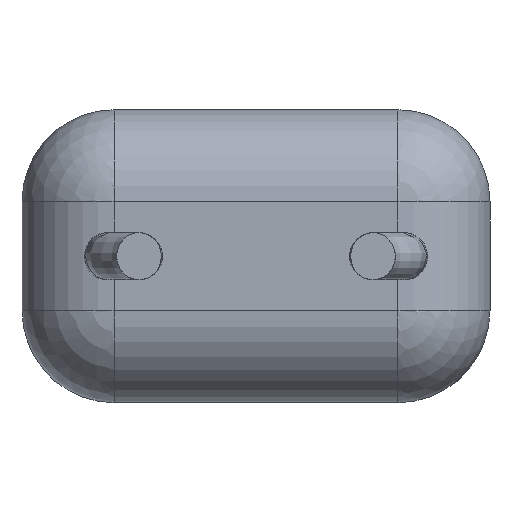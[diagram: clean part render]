
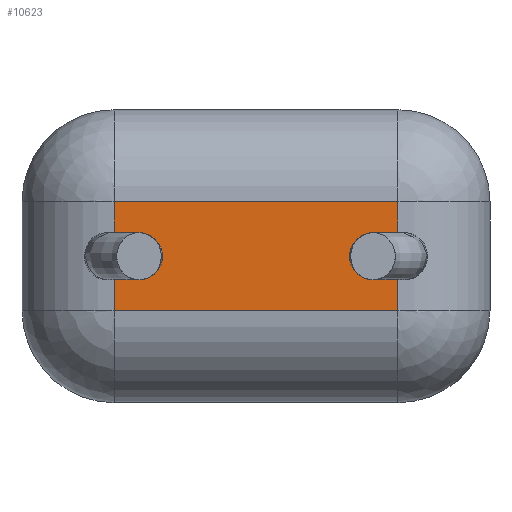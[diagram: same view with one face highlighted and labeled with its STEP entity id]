
A CAD part, front view. The second image highlights one B-rep face of the part: STEP entity #10623.
In plain terms, the highlighted planar face has unit normal (0, -1, 0).
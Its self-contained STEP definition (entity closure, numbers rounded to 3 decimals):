
#327 = EDGE_CURVE ( 'NONE', #3149, #8031, #5354, .T. ) ;
#556 = EDGE_CURVE ( 'NONE', #11063, #8729, #2336, .T. ) ;
#659 = CARTESIAN_POINT ( 'NONE',  ( 1., 0., 2.18 ) ) ;
#751 = EDGE_CURVE ( 'NONE', #5987, #5101, #1075, .T. ) ;
#1045 = VERTEX_POINT ( 'NONE', #7607 ) ;
#1075 = CIRCLE ( 'NONE', #6579, 0.255 ) ;
#1319 = LINE ( 'NONE', #7866, #4499 ) ;
#1431 = DIRECTION ( 'NONE',  ( 0., 1., 0. ) ) ;
#1592 = VECTOR ( 'NONE', #5893, 1000. ) ;
#2312 = DIRECTION ( 'NONE',  ( 0., 1., 0. ) ) ;
#2330 = DIRECTION ( 'NONE',  ( 0., 0., 1. ) ) ;
#2336 = LINE ( 'NONE', #3400, #6480 ) ;
#2416 = ORIENTED_EDGE ( 'NONE', *, *, #2925, .F. ) ;
#2649 = DIRECTION ( 'NONE',  ( -1., 0., 0. ) ) ;
#2925 = EDGE_CURVE ( 'NONE', #5101, #5987, #5631, .T. ) ;
#2973 = FACE_BOUND ( 'NONE', #6075, .T. ) ;
#2985 = LINE ( 'NONE', #4093, #1592 ) ;
#3042 = ORIENTED_EDGE ( 'NONE', *, *, #7967, .T. ) ;
#3122 = ORIENTED_EDGE ( 'NONE', *, *, #4053, .T. ) ;
#3149 = VERTEX_POINT ( 'NONE', #8243 ) ;
#3322 = DIRECTION ( 'NONE',  ( 0., 0., 1. ) ) ;
#3400 = CARTESIAN_POINT ( 'NONE',  ( 4.08, 0., 3.18 ) ) ;
#3446 = VECTOR ( 'NONE', #6124, 1000. ) ;
#3591 = AXIS2_PLACEMENT_3D ( 'NONE', #10345, #2312, #10279 ) ;
#3605 = DIRECTION ( 'NONE',  ( 0., 0., -1. ) ) ;
#3628 = CARTESIAN_POINT ( 'NONE',  ( 0., 0., 1. ) ) ;
#4038 = EDGE_LOOP ( 'NONE', ( #11428, #7878 ) ) ;
#4053 = EDGE_CURVE ( 'NONE', #8729, #10390, #1319, .T. ) ;
#4093 = CARTESIAN_POINT ( 'NONE',  ( 1., 0., 3.18 ) ) ;
#4208 = DIRECTION ( 'NONE',  ( 0., 0., -1. ) ) ;
#4395 = CIRCLE ( 'NONE', #3591, 0.255 ) ;
#4499 = VECTOR ( 'NONE', #2649, 1000. ) ;
#4611 = CARTESIAN_POINT ( 'NONE',  ( 1.27, 0., 1.845 ) ) ;
#4776 = DIRECTION ( 'NONE',  ( 0., -1., 0. ) ) ;
#5045 = PLANE ( 'NONE',  #8938 ) ;
#5092 = ORIENTED_EDGE ( 'NONE', *, *, #10218, .T. ) ;
#5101 = VERTEX_POINT ( 'NONE', #4611 ) ;
#5106 = AXIS2_PLACEMENT_3D ( 'NONE', #6223, #7115, #3605 ) ;
#5354 = CIRCLE ( 'NONE', #8953, 0.255 ) ;
#5593 = DIRECTION ( 'NONE',  ( 0., 0., -1. ) ) ;
#5631 = CIRCLE ( 'NONE', #5106, 0.255 ) ;
#5893 = DIRECTION ( 'NONE',  ( 0., 0., -1. ) ) ;
#5987 = VERTEX_POINT ( 'NONE', #10293 ) ;
#6075 = EDGE_LOOP ( 'NONE', ( #10209, #2416 ) ) ;
#6093 = CARTESIAN_POINT ( 'NONE',  ( 3.81, 0., 1.59 ) ) ;
#6124 = DIRECTION ( 'NONE',  ( 1., 0., 0. ) ) ;
#6223 = CARTESIAN_POINT ( 'NONE',  ( 1.27, 0., 1.59 ) ) ;
#6480 = VECTOR ( 'NONE', #3322, 1000. ) ;
#6563 = ORIENTED_EDGE ( 'NONE', *, *, #556, .T. ) ;
#6566 = FACE_OUTER_BOUND ( 'NONE', #6691, .T. ) ;
#6579 = AXIS2_PLACEMENT_3D ( 'NONE', #9201, #4776, #5593 ) ;
#6691 = EDGE_LOOP ( 'NONE', ( #5092, #3042, #6563, #3122 ) ) ;
#6870 = DIRECTION ( 'NONE',  ( 0., 1., 0. ) ) ;
#7115 = DIRECTION ( 'NONE',  ( 0., -1., 0. ) ) ;
#7252 = CARTESIAN_POINT ( 'NONE',  ( 3.81, 0., 1.845 ) ) ;
#7607 = CARTESIAN_POINT ( 'NONE',  ( 1., 0., 1. ) ) ;
#7866 = CARTESIAN_POINT ( 'NONE',  ( 1., 0., 2.18 ) ) ;
#7878 = ORIENTED_EDGE ( 'NONE', *, *, #8705, .T. ) ;
#7967 = EDGE_CURVE ( 'NONE', #1045, #11063, #11061, .T. ) ;
#8031 = VERTEX_POINT ( 'NONE', #7252 ) ;
#8240 = FACE_BOUND ( 'NONE', #4038, .T. ) ;
#8243 = CARTESIAN_POINT ( 'NONE',  ( 3.81, 0., 1.335 ) ) ;
#8476 = CARTESIAN_POINT ( 'NONE',  ( 0., 0., 3.18 ) ) ;
#8705 = EDGE_CURVE ( 'NONE', #8031, #3149, #4395, .T. ) ;
#8729 = VERTEX_POINT ( 'NONE', #10240 ) ;
#8938 = AXIS2_PLACEMENT_3D ( 'NONE', #8476, #1431, #2330 ) ;
#8953 = AXIS2_PLACEMENT_3D ( 'NONE', #6093, #6870, #4208 ) ;
#9201 = CARTESIAN_POINT ( 'NONE',  ( 1.27, 0., 1.59 ) ) ;
#9906 = CARTESIAN_POINT ( 'NONE',  ( 4.08, 0., 1. ) ) ;
#10209 = ORIENTED_EDGE ( 'NONE', *, *, #751, .F. ) ;
#10218 = EDGE_CURVE ( 'NONE', #10390, #1045, #2985, .T. ) ;
#10240 = CARTESIAN_POINT ( 'NONE',  ( 4.08, 0., 2.18 ) ) ;
#10279 = DIRECTION ( 'NONE',  ( 0., 0., -1. ) ) ;
#10293 = CARTESIAN_POINT ( 'NONE',  ( 1.27, 0., 1.335 ) ) ;
#10345 = CARTESIAN_POINT ( 'NONE',  ( 3.81, 0., 1.59 ) ) ;
#10390 = VERTEX_POINT ( 'NONE', #659 ) ;
#10623 = ADVANCED_FACE ( 'NONE', ( #8240, #6566, #2973 ), #5045, .F. ) ;
#11061 = LINE ( 'NONE', #3628, #3446 ) ;
#11063 = VERTEX_POINT ( 'NONE', #9906 ) ;
#11428 = ORIENTED_EDGE ( 'NONE', *, *, #327, .T. ) ;
